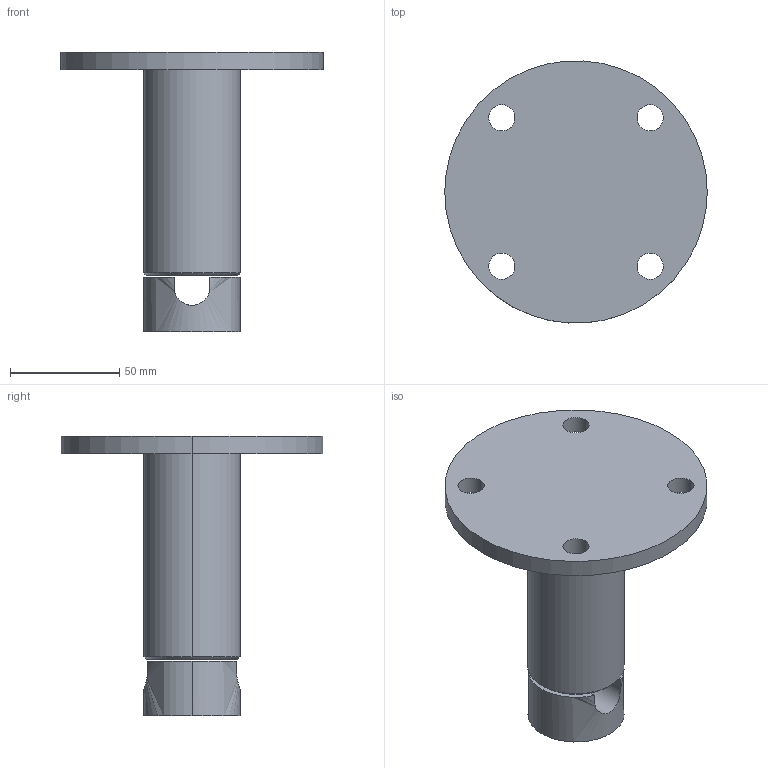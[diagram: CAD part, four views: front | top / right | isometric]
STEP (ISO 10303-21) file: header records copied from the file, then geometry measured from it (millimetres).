
FILE_DESCRIPTION(/* description */ (''),/* implementation_level */ '2;1');
FILE_NAME(/* name */ 'motor stand 190',/* time_stamp */ '2017-06-03T17:08:44+03:00',/* author */ (''),/* organization */ (''),/* preprocessor_version */ 'ST-DEVELOPER v15',/* originating_system */ '',/* authorisation */ '');
FILE_SCHEMA (('AUTOMOTIVE_DESIGN'));
Length unit declared in the file: millimetre
Products named in the file (1): Document
Bounding box: 120 x 119.8 x 128 mm (x, y, z)
Volume: 254114.9 mm3; surface area: 48141.7 mm2
Topology: 2 solids, 2 shells, 37 faces, 90 edges, 56 vertices
Faces by surface type: bspline 29, plane 8
Entity records: 1280 total; most frequent: CARTESIAN_POINT 742, ORIENTED_EDGE 172, EDGE_CURVE 86, VERTEX_POINT 56, EDGE_LOOP 52, ADVANCED_FACE 37, FACE_OUTER_BOUND 37, B_SPLINE_CURVE_WITH_KNOTS 29
